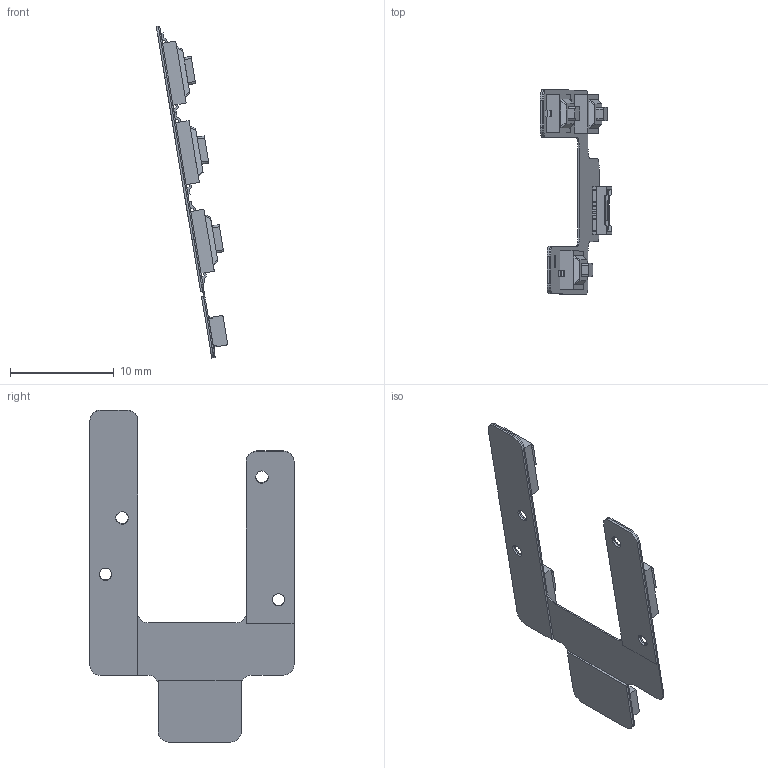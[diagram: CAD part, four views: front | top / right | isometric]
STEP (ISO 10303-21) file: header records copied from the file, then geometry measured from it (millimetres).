
FILE_DESCRIPTION((''),'2;1');
FILE_NAME('ANJIANPCB_ASM','2025-05-28T15:53:17',('lishuaijun5'),(''),'CREO PARAMETRIC BY PTC INC, 2020044','CREO PARAMETRIC BY PTC INC, 2020044','');
FILE_SCHEMA(('AUTOMOTIVE_DESIGN { 1 0 10303 214 1 1 1 1 }'));
Length unit declared in the file: millimetre
Products named in the file (6): ANJIANFPC; 101400659; 101301422; FPC-JIAYING; 101307934; ANJIANPCB_ASM
Assembly tree (7 placements, depth 2):
  ANJIANPCB_ASM
    ANJIANFPC
    101400659  x3
    101301422
    FPC-JIAYING
    101307934
Bounding box: 6.89 x 19.67 x 32 mm (x, y, z)
Volume: 213 mm3; surface area: 1476.7 mm2
Topology: 8 solids, 8 shells, 492 faces, 1305 edges, 862 vertices
Faces by surface type: plane 375, cylinder 107, bspline 10
Entity records: 16797 total; most frequent: CARTESIAN_POINT 2525, ORIENTED_EDGE 2178, DIRECTION 2037, EDGE_CURVE 1089, PRESENTATION_STYLE_ASSIGNMENT 1086, STYLED_ITEM 1073, CURVE_STYLE 993, VECTOR 867
